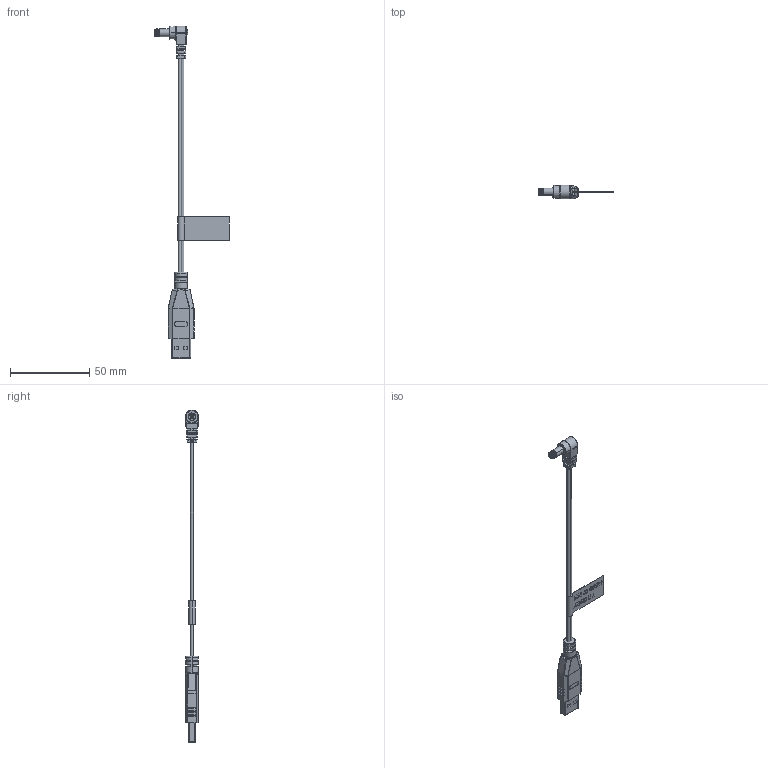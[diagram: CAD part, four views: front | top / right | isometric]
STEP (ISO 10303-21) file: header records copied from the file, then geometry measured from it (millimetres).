
FILE_DESCRIPTION (( 'STEP AP203' ), '1' );
FILE_NAME ('10-00254.step', '2016-09-15T23:28:18', ( '' ), ( '' ), 'SwSTEP 2.0', 'SolidWorks 2015', '' );
FILE_SCHEMA (( 'CONFIG_CONTROL_DESIGN' ));
Length unit declared in the file: millimetre
Products named in the file (12): 50-00028 shell; 10-00254; 50-00425 shell; 50-00425; 30-00008_wbc; 24-00062_default; 50-00028 insulator; 50-00028 contact; Label 254; 50-00028; 24-00023; 50-00425 insulator
Assembly tree (11 placements, depth 3):
  10-00254
    30-00008_wbc
    24-00023
    24-00062_default
    50-00425
      50-00425 insulator
      50-00425 shell
    50-00028
      50-00028 contact
      50-00028 insulator
      50-00028 shell
    Label 254
Bounding box: 47.25 x 8.6 x 209.4 mm (x, y, z)
Volume: 7429.3 mm3; surface area: 13115.8 mm2
Topology: 59 solids, 59 shells, 1191 faces, 2874 edges, 1841 vertices
Faces by surface type: plane 600, cylinder 314, bspline 225, torus 33, cone 15, sphere 4
Entity records: 42432 total; most frequent: CARTESIAN_POINT 14716, ORIENTED_EDGE 5728, DIRECTION 5029, EDGE_CURVE 2864, VERTEX_POINT 1841, AXIS2_PLACEMENT_3D 1684, LINE 1661, VECTOR 1661
